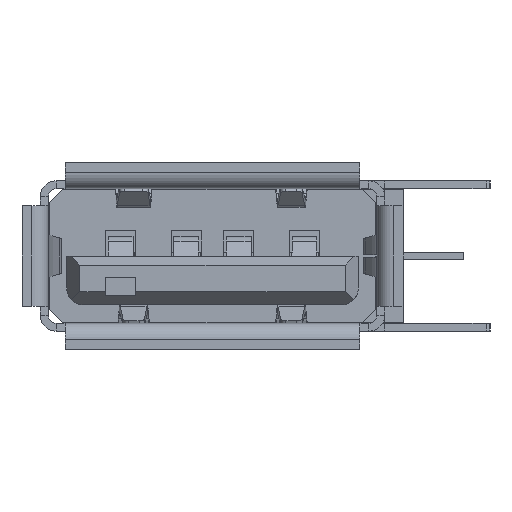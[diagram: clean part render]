
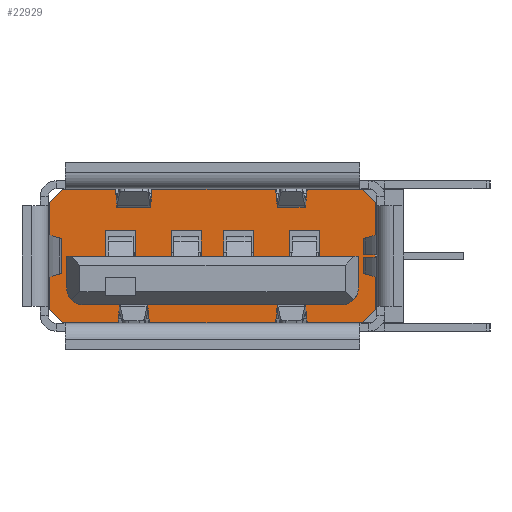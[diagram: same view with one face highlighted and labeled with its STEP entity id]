
A CAD part, left-side view. The second image highlights one B-rep face of the part: STEP entity #22929.
In plain terms, the highlighted planar face has unit normal (-1, 0, 0).
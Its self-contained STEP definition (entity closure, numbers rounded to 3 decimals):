
#4396=DIRECTION('',(0.,1.,0.));
#4397=VECTOR('',#4396,11.4);
#4398=CARTESIAN_POINT('',(-1.155,-5.7,2.535));
#4399=LINE('10361',#4398,#4397);
#4584=DIRECTION('',(0.,-1.,0.));
#4585=VECTOR('',#4584,11.4);
#4586=CARTESIAN_POINT('',(-1.155,5.7,-2.535));
#4587=LINE('10806',#4586,#4585);
#4874=DIRECTION('',(0.,0.,1.));
#4875=VECTOR('',#4874,0.978);
#4876=CARTESIAN_POINT('',(-1.155,4.075,-0.017));
#4877=LINE('10466',#4876,#4875);
#5098=DIRECTION('',(0.,0.,-1.));
#5099=VECTOR('',#5098,0.978);
#5100=CARTESIAN_POINT('',(-1.155,2.925,0.961));
#5101=LINE('10365',#5100,#5099);
#5828=DIRECTION('',(0.,-1.,0.));
#5829=VECTOR('',#5828,1.15);
#5830=CARTESIAN_POINT('',(-1.155,4.075,0.961));
#5831=LINE('10497',#5830,#5829);
#5840=DIRECTION('',(0.,0.707,-0.707));
#5841=VECTOR('',#5840,0.707);
#5842=CARTESIAN_POINT('',(-1.155,-6.2,-2.035));
#5843=LINE('10358',#5842,#5841);
#5844=DIRECTION('',(0.,0.707,0.707));
#5845=VECTOR('',#5844,0.707);
#5846=CARTESIAN_POINT('',(-1.155,5.7,-2.535));
#5847=LINE('10359',#5846,#5845);
#5848=DIRECTION('',(0.,0.,1.));
#5849=VECTOR('',#5848,4.07);
#5850=CARTESIAN_POINT('',(-1.155,6.2,-2.035));
#5851=LINE('10356',#5850,#5849);
#5852=DIRECTION('',(0.,-0.707,0.707));
#5853=VECTOR('',#5852,0.707);
#5854=CARTESIAN_POINT('',(-1.155,6.2,2.035));
#5855=LINE('10360',#5854,#5853);
#5856=DIRECTION('',(0.,-0.707,-0.707));
#5857=VECTOR('',#5856,0.707);
#5858=CARTESIAN_POINT('',(-1.155,-5.7,2.535));
#5859=LINE('10362',#5858,#5857);
#5860=CARTESIAN_POINT('',(-1.155,4.91,-1.217));
#5861=DIRECTION('',(-1.,0.,0.));
#5862=DIRECTION('',(0.,1.,0.));
#5863=AXIS2_PLACEMENT_3D('',#5860,#5861,#5862);
#5865=CARTESIAN_POINT('',(-1.155,-4.91,-1.217));
#5866=DIRECTION('',(-1.,0.,0.));
#5867=DIRECTION('',(0.,0.,-1.));
#5868=AXIS2_PLACEMENT_3D('',#5865,#5866,#5867);
#5875=DIRECTION('',(0.,0.,1.));
#5876=VECTOR('',#5875,4.07);
#5877=CARTESIAN_POINT('',(-1.155,-6.2,-2.035));
#5878=LINE('10357',#5877,#5876);
#6214=DIRECTION('',(0.,0.,1.));
#6215=VECTOR('',#6214,0.978);
#6216=CARTESIAN_POINT('',(-1.155,-2.925,-0.017));
#6217=LINE('10565',#6216,#6215);
#7050=DIRECTION('',(0.,0.,-1.));
#7051=VECTOR('',#7050,0.978);
#7052=CARTESIAN_POINT('',(-1.155,-4.075,0.961));
#7053=LINE('10370',#7052,#7051);
#7179=DIRECTION('',(0.,-1.,0.));
#7180=VECTOR('',#7179,1.475);
#7181=CARTESIAN_POINT('',(-1.155,-4.075,-0.017));
#7182=LINE('10548',#7181,#7180);
#7191=DIRECTION('',(0.,-1.,0.));
#7192=VECTOR('',#7191,1.475);
#7193=CARTESIAN_POINT('',(-1.155,5.55,-0.017));
#7194=LINE('10552',#7193,#7192);
#7203=DIRECTION('',(0.,-1.,0.));
#7204=VECTOR('',#7203,1.35);
#7205=CARTESIAN_POINT('',(-1.155,2.925,-0.017));
#7206=LINE('10555',#7205,#7204);
#7207=DIRECTION('',(0.,-1.,0.));
#7208=VECTOR('',#7207,0.85);
#7209=CARTESIAN_POINT('',(-1.155,0.425,-0.017));
#7210=LINE('10558',#7209,#7208);
#7211=DIRECTION('',(0.,-1.,0.));
#7212=VECTOR('',#7211,1.35);
#7213=CARTESIAN_POINT('',(-1.155,-1.575,-0.017));
#7214=LINE('10561',#7213,#7212);
#7219=DIRECTION('',(0.,0.,-1.));
#7220=VECTOR('',#7219,1.2);
#7221=CARTESIAN_POINT('',(-1.155,-5.55,-0.017));
#7222=LINE('10369',#7221,#7220);
#7231=DIRECTION('',(0.,1.,0.));
#7232=VECTOR('',#7231,9.82);
#7233=CARTESIAN_POINT('',(-1.155,-4.91,-1.857));
#7234=LINE('10367',#7233,#7232);
#7243=DIRECTION('',(0.,0.,1.));
#7244=VECTOR('',#7243,1.2);
#7245=CARTESIAN_POINT('',(-1.155,5.55,-1.217));
#7246=LINE('10635',#7245,#7244);
#7416=DIRECTION('',(0.,0.,1.));
#7417=VECTOR('',#7416,0.978);
#7418=CARTESIAN_POINT('',(-1.155,1.575,-0.017));
#7419=LINE('10668',#7418,#7417);
#8066=DIRECTION('',(0.,0.,-1.));
#8067=VECTOR('',#8066,0.978);
#8068=CARTESIAN_POINT('',(-1.155,0.425,0.961));
#8069=LINE('10364',#8068,#8067);
#8303=DIRECTION('',(0.,-1.,0.));
#8304=VECTOR('',#8303,1.15);
#8305=CARTESIAN_POINT('',(-1.155,1.575,0.961));
#8306=LINE('10699',#8305,#8304);
#8464=DIRECTION('',(0.,0.,1.));
#8465=VECTOR('',#8464,0.978);
#8466=CARTESIAN_POINT('',(-1.155,-0.425,-0.017));
#8467=LINE('10736',#8466,#8465);
#9114=DIRECTION('',(0.,0.,-1.));
#9115=VECTOR('',#9114,0.978);
#9116=CARTESIAN_POINT('',(-1.155,-1.575,0.961));
#9117=LINE('10363',#9116,#9115);
#9351=DIRECTION('',(0.,-1.,0.));
#9352=VECTOR('',#9351,1.15);
#9353=CARTESIAN_POINT('',(-1.155,-0.425,0.961));
#9354=LINE('10767',#9353,#9352);
#9531=DIRECTION('',(0.,-1.,0.));
#9532=VECTOR('',#9531,1.15);
#9533=CARTESIAN_POINT('',(-1.155,-2.925,0.961));
#9534=LINE('10596',#9533,#9532);
#12618=CARTESIAN_POINT('',(-1.155,6.2,-2.035));
#12619=CARTESIAN_POINT('',(-1.155,6.2,2.035));
#12620=VERTEX_POINT('',#12618);
#12621=VERTEX_POINT('',#12619);
#12622=CARTESIAN_POINT('',(-1.155,-6.2,-2.035));
#12623=CARTESIAN_POINT('',(-1.155,-6.2,2.035));
#12624=VERTEX_POINT('',#12622);
#12625=VERTEX_POINT('',#12623);
#12626=CARTESIAN_POINT('',(-1.155,-5.7,-2.535));
#12627=VERTEX_POINT('',#12626);
#12628=CARTESIAN_POINT('',(-1.155,5.7,-2.535));
#12629=VERTEX_POINT('',#12628);
#12630=CARTESIAN_POINT('',(-1.155,5.7,2.535));
#12631=VERTEX_POINT('',#12630);
#12632=CARTESIAN_POINT('',(-1.155,-5.7,2.535));
#12633=VERTEX_POINT('',#12632);
#12634=CARTESIAN_POINT('',(-1.155,-1.575,0.961));
#12635=CARTESIAN_POINT('',(-1.155,-1.575,-0.017));
#12636=VERTEX_POINT('',#12634);
#12637=VERTEX_POINT('',#12635);
#12638=CARTESIAN_POINT('',(-1.155,0.425,0.961));
#12639=CARTESIAN_POINT('',(-1.155,0.425,-0.017));
#12640=VERTEX_POINT('',#12638);
#12641=VERTEX_POINT('',#12639);
#12642=CARTESIAN_POINT('',(-1.155,2.925,0.961));
#12643=CARTESIAN_POINT('',(-1.155,2.925,-0.017));
#12644=VERTEX_POINT('',#12642);
#12645=VERTEX_POINT('',#12643);
#12646=CARTESIAN_POINT('',(-1.155,5.55,-1.217));
#12647=CARTESIAN_POINT('',(-1.155,4.91,-1.857));
#12648=VERTEX_POINT('',#12646);
#12649=VERTEX_POINT('',#12647);
#12650=CARTESIAN_POINT('',(-1.155,-4.91,-1.857));
#12651=VERTEX_POINT('',#12650);
#12652=CARTESIAN_POINT('',(-1.155,-5.55,-1.217));
#12653=VERTEX_POINT('',#12652);
#12654=CARTESIAN_POINT('',(-1.155,-5.55,-0.017));
#12655=VERTEX_POINT('',#12654);
#12656=CARTESIAN_POINT('',(-1.155,-4.075,0.961));
#12657=CARTESIAN_POINT('',(-1.155,-4.075,-0.017));
#12658=VERTEX_POINT('',#12656);
#12659=VERTEX_POINT('',#12657);
#12840=CARTESIAN_POINT('',(-1.155,4.075,-0.017));
#12841=CARTESIAN_POINT('',(-1.155,4.075,0.961));
#12842=VERTEX_POINT('',#12840);
#12843=VERTEX_POINT('',#12841);
#12930=CARTESIAN_POINT('',(-1.155,5.55,-0.017));
#12931=VERTEX_POINT('',#12930);
#12934=CARTESIAN_POINT('',(-1.155,1.575,-0.017));
#12935=VERTEX_POINT('',#12934);
#12940=CARTESIAN_POINT('',(-1.155,-0.425,-0.017));
#12941=VERTEX_POINT('',#12940);
#12946=CARTESIAN_POINT('',(-1.155,-2.925,-0.017));
#12947=VERTEX_POINT('',#12946);
#12956=CARTESIAN_POINT('',(-1.155,-2.925,0.961));
#12957=VERTEX_POINT('',#12956);
#13051=CARTESIAN_POINT('',(-1.155,1.575,0.961));
#13052=VERTEX_POINT('',#13051);
#13123=CARTESIAN_POINT('',(-1.155,-0.425,0.961));
#13124=VERTEX_POINT('',#13123);
#22865=CARTESIAN_POINT('',(-1.155,0.,0.));
#22866=DIRECTION('',(1.,0.,0.));
#22867=DIRECTION('',(0.,0.,1.));
#22868=AXIS2_PLACEMENT_3D('',#22865,#22866,#22867);
#22869=PLANE('12127',#22868);
#22871=ORIENTED_EDGE('10357',*,*,#22870,.F.);
#22873=ORIENTED_EDGE('10358',*,*,#22872,.T.);
#22874=ORIENTED_EDGE('10806',*,*,#20995,.F.);
#22876=ORIENTED_EDGE('10359',*,*,#22875,.T.);
#22878=ORIENTED_EDGE('10356',*,*,#22877,.T.);
#22880=ORIENTED_EDGE('10360',*,*,#22879,.T.);
#22881=ORIENTED_EDGE('10361',*,*,#20706,.F.);
#22883=ORIENTED_EDGE('10362',*,*,#22882,.T.);
#22884=EDGE_LOOP('12127',(#22871,#22873,#22874,#22876,#22878,#22880,#22881,
#22883));
#22885=FACE_OUTER_BOUND('12127',#22884,.F.);
#22887=ORIENTED_EDGE('10565',*,*,#22886,.F.);
#22889=ORIENTED_EDGE('10561',*,*,#22888,.F.);
#22891=ORIENTED_EDGE('10363',*,*,#22890,.F.);
#22893=ORIENTED_EDGE('10767',*,*,#22892,.F.);
#22895=ORIENTED_EDGE('10736',*,*,#22894,.F.);
#22897=ORIENTED_EDGE('10558',*,*,#22896,.F.);
#22899=ORIENTED_EDGE('10364',*,*,#22898,.F.);
#22901=ORIENTED_EDGE('10699',*,*,#22900,.F.);
#22903=ORIENTED_EDGE('10668',*,*,#22902,.F.);
#22905=ORIENTED_EDGE('10555',*,*,#22904,.F.);
#22906=ORIENTED_EDGE('10365',*,*,#21877,.F.);
#22907=ORIENTED_EDGE('10497',*,*,#22857,.F.);
#22908=ORIENTED_EDGE('10466',*,*,#21520,.F.);
#22910=ORIENTED_EDGE('10552',*,*,#22909,.F.);
#22912=ORIENTED_EDGE('10635',*,*,#22911,.F.);
#22914=ORIENTED_EDGE('10366',*,*,#22913,.T.);
#22916=ORIENTED_EDGE('10367',*,*,#22915,.F.);
#22918=ORIENTED_EDGE('10368',*,*,#22917,.T.);
#22920=ORIENTED_EDGE('10369',*,*,#22919,.F.);
#22922=ORIENTED_EDGE('10548',*,*,#22921,.F.);
#22924=ORIENTED_EDGE('10370',*,*,#22923,.F.);
#22926=ORIENTED_EDGE('10596',*,*,#22925,.F.);
#22927=EDGE_LOOP('12127',(#22887,#22889,#22891,#22893,#22895,#22897,#22899,
#22901,#22903,#22905,#22906,#22907,#22908,#22910,#22912,#22914,#22916,#22918,
#22920,#22922,#22924,#22926));
#22928=FACE_BOUND('12127',#22927,.F.);
#5864=CIRCLE('10366',#5863,0.64);
#5869=CIRCLE('10368',#5868,0.64);
#20706=EDGE_CURVE('10361',#12633,#12631,#4399,.T.);
#20995=EDGE_CURVE('10806',#12629,#12627,#4587,.T.);
#21520=EDGE_CURVE('10466',#12842,#12843,#4877,.T.);
#21877=EDGE_CURVE('10365',#12644,#12645,#5101,.T.);
#22857=EDGE_CURVE('10497',#12843,#12644,#5831,.T.);
#22870=EDGE_CURVE('10357',#12624,#12625,#5878,.T.);
#22872=EDGE_CURVE('10358',#12624,#12627,#5843,.T.);
#22875=EDGE_CURVE('10359',#12629,#12620,#5847,.T.);
#22877=EDGE_CURVE('10356',#12620,#12621,#5851,.T.);
#22879=EDGE_CURVE('10360',#12621,#12631,#5855,.T.);
#22882=EDGE_CURVE('10362',#12633,#12625,#5859,.T.);
#22886=EDGE_CURVE('10565',#12947,#12957,#6217,.T.);
#22888=EDGE_CURVE('10561',#12637,#12947,#7214,.T.);
#22890=EDGE_CURVE('10363',#12636,#12637,#9117,.T.);
#22892=EDGE_CURVE('10767',#13124,#12636,#9354,.T.);
#22894=EDGE_CURVE('10736',#12941,#13124,#8467,.T.);
#22896=EDGE_CURVE('10558',#12641,#12941,#7210,.T.);
#22898=EDGE_CURVE('10364',#12640,#12641,#8069,.T.);
#22900=EDGE_CURVE('10699',#13052,#12640,#8306,.T.);
#22902=EDGE_CURVE('10668',#12935,#13052,#7419,.T.);
#22904=EDGE_CURVE('10555',#12645,#12935,#7206,.T.);
#22909=EDGE_CURVE('10552',#12931,#12842,#7194,.T.);
#22911=EDGE_CURVE('10635',#12648,#12931,#7246,.T.);
#22913=EDGE_CURVE('10366',#12648,#12649,#5864,.T.);
#22915=EDGE_CURVE('10367',#12651,#12649,#7234,.T.);
#22917=EDGE_CURVE('10368',#12651,#12653,#5869,.T.);
#22919=EDGE_CURVE('10369',#12655,#12653,#7222,.T.);
#22921=EDGE_CURVE('10548',#12659,#12655,#7182,.T.);
#22923=EDGE_CURVE('10370',#12658,#12659,#7053,.T.);
#22925=EDGE_CURVE('10596',#12957,#12658,#9534,.T.);
#22929=ADVANCED_FACE('12127',(#22885,#22928),#22869,.F.);
